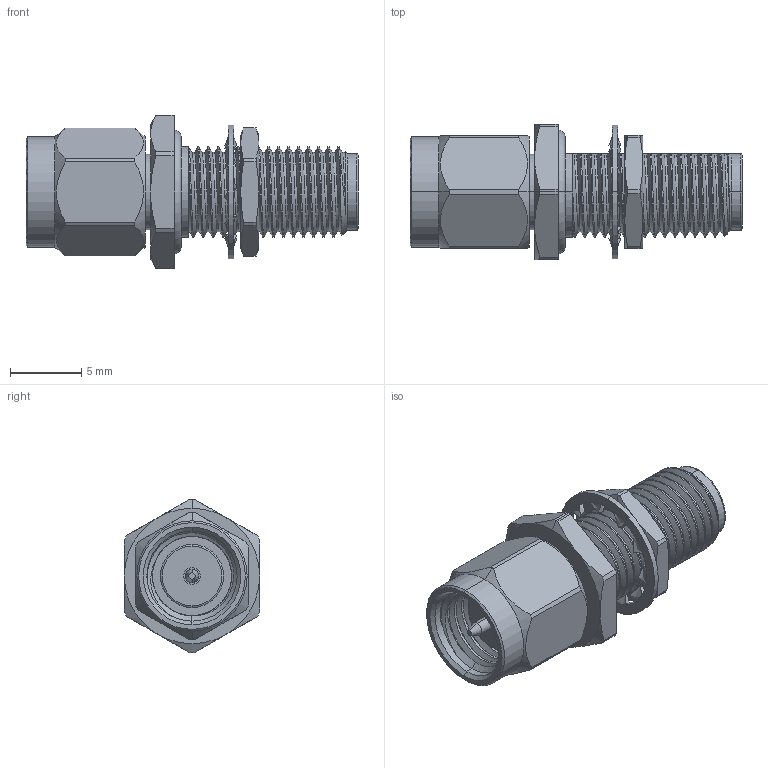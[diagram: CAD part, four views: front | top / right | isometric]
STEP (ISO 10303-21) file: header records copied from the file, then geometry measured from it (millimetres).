
FILE_DESCRIPTION (( 'STEP AP203' ), '1' );
FILE_NAME ('SM4927.step', '2018-06-19T14:51:05', ( '' ), ( '' ), 'SwSTEP 2.0', 'SolidWorks 2017', '' );
FILE_SCHEMA (( 'CONFIG_CONTROL_DESIGN' ));
Products named in the file (1): SM4927
Bounding box: 23.37 x 9.53 x 10.8 mm (x, y, z)
Volume: 827.9 mm3; surface area: 1395.9 mm2
Topology: 5 solids, 5 shells, 323 faces, 911 edges, 606 vertices
Faces by surface type: cylinder 122, bspline 97, plane 51, cone 45, torus 8
Entity records: 33877 total; most frequent: CARTESIAN_POINT 26618, ORIENTED_EDGE 1822, DIRECTION 1141, EDGE_CURVE 911, VERTEX_POINT 606, AXIS2_PLACEMENT_3D 436, EDGE_LOOP 339, ADVANCED_FACE 323
